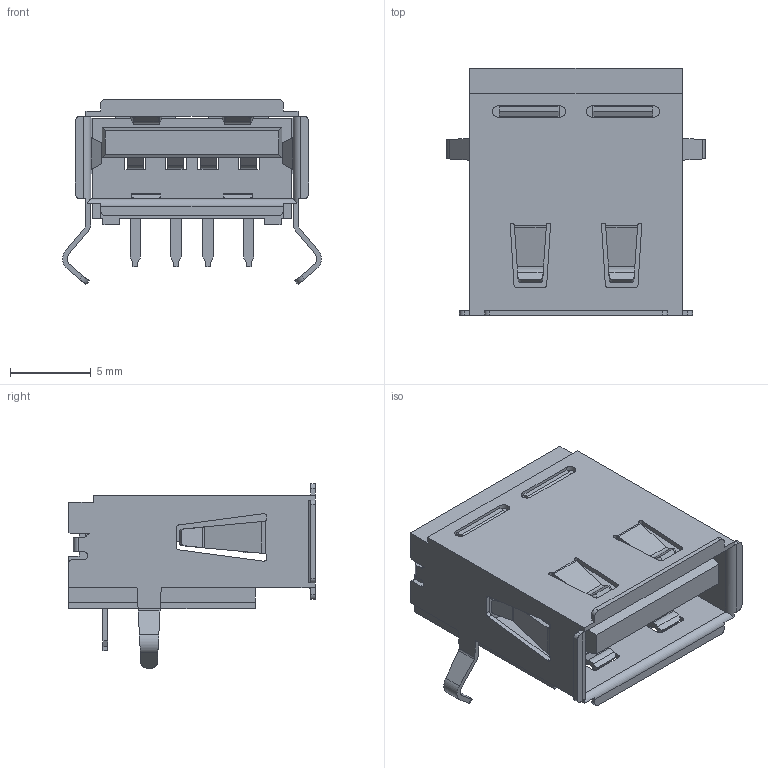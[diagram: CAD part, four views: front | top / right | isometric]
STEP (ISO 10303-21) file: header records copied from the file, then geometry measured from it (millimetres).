
FILE_DESCRIPTION(('FreeCAD Model'),'2;1');
FILE_NAME('Open CASCADE Shape Model','2022-08-18T13:07:07',( 'kicad StepUp'),('ksu MCAD'),'Open CASCADE STEP processor 7.6', 'FreeCAD','Unknown');
FILE_SCHEMA(('AUTOMOTIVE_DESIGN { 1 0 10303 214 1 1 1 1 }'));
Length unit declared in the file: millimetre
Products named in the file (1): USB_A_MOLEX_67643_Horizontal
Bounding box: 16 x 15.26 x 11.43 mm (x, y, z)
Volume: 623.3 mm3; surface area: 2057.2 mm2
Topology: 1 solids, 1 shells, 519 faces, 1536 edges, 1010 vertices
Faces by surface type: plane 357, cylinder 140, bspline 22
Entity records: 21496 total; most frequent: CARTESIAN_POINT 3888, ORIENTED_EDGE 3048, DIRECTION 2696, EDGE_CURVE 1524, LINE 1208, VECTOR 1208, VERTEX_POINT 986, AXIS2_PLACEMENT_3D 744
